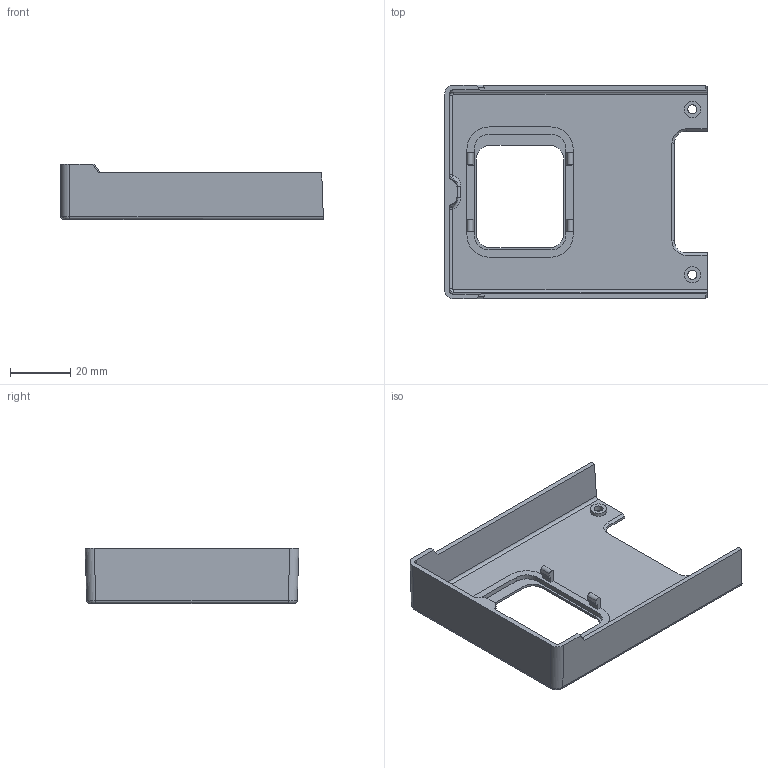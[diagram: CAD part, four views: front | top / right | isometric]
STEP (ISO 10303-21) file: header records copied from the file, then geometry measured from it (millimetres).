
FILE_DESCRIPTION(/* description */ (''),/* implementation_level */ '2;1');
FILE_NAME(/* name */ 'Argon Neo 5 Top 24382 v11.step',/* time_stamp */ '2024-07-16T16:08:22+02:00',/* author */ (''),/* organization */ (''),/* preprocessor_version */ 'ST-DEVELOPER v20',/* originating_system */ 'Autodesk Translation Framework v13.14.0.145',/* authorisation */ '');
FILE_SCHEMA (('AUTOMOTIVE_DESIGN { 1 0 10303 214 3 1 1 }'));
Length unit declared in the file: millimetre
Products named in the file (1): Argon Neo 5 Top 24382
Bounding box: 87.4 x 71.1 x 18.3 mm (x, y, z)
Volume: 13754 mm3; surface area: 17670 mm2
Topology: 1 solids, 1 shells, 121 faces, 323 edges, 208 vertices
Faces by surface type: plane 67, cylinder 38, bspline 10, cone 4, sphere 2
Full cylindrical faces by diameter (mm): 3 x2, 5.4 x2
Entity records: 4245 total; most frequent: CARTESIAN_POINT 1165, ORIENTED_EDGE 646, DIRECTION 615, EDGE_CURVE 323, LINE 219, VECTOR 219, VERTEX_POINT 208, AXIS2_PLACEMENT_3D 198
